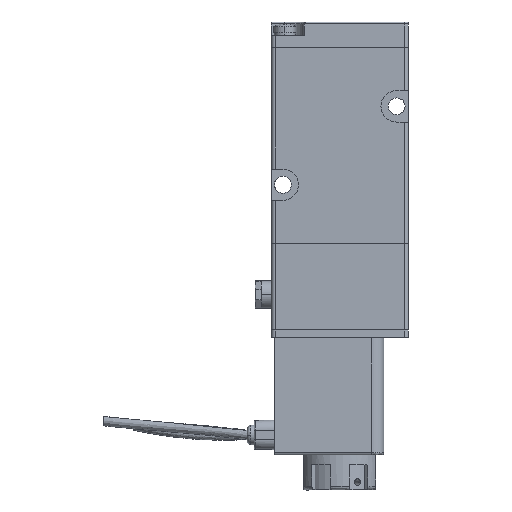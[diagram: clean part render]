
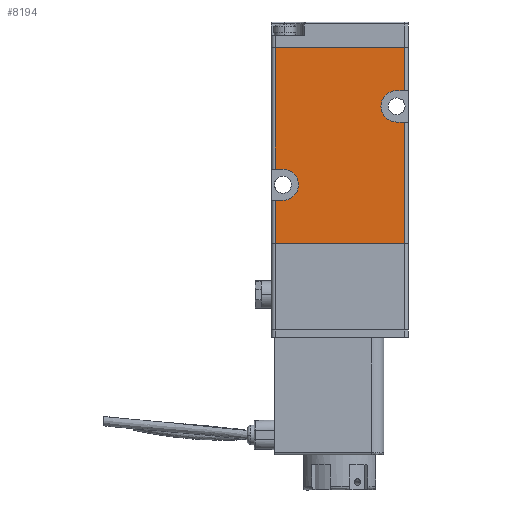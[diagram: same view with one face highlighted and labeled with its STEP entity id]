
A CAD part, left-side view. The second image highlights one B-rep face of the part: STEP entity #8194.
In plain terms, the highlighted planar face has unit normal (-1, 0, 0).
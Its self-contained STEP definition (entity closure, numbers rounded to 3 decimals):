
#66 = CARTESIAN_POINT ( 'NONE',  ( -54.861, 23.701, 0.081 ) ) ;
#77 = CARTESIAN_POINT ( 'NONE',  ( -54.861, 22.701, -38.919 ) ) ;
#540 = CARTESIAN_POINT ( 'NONE',  ( -54.861, 56.701, -38.919 ) ) ;
#974 = ORIENTED_EDGE ( 'NONE', *, *, #15103, .T. ) ;
#980 = DIRECTION ( 'NONE',  ( 0., 1., 0. ) ) ;
#1053 = DIRECTION ( 'NONE',  ( 1., 0., 0. ) ) ;
#1094 = LINE ( 'NONE', #540, #8674 ) ;
#1107 = CARTESIAN_POINT ( 'NONE',  ( -54.861, 25.701, -3.919 ) ) ;
#1326 = CARTESIAN_POINT ( 'NONE',  ( -54.861, 22.701, -27.919 ) ) ;
#1509 = FACE_OUTER_BOUND ( 'NONE', #5216, .T. ) ;
#2541 = DIRECTION ( 'NONE',  ( 0., -1., 0. ) ) ;
#3062 = DIRECTION ( 'NONE',  ( 0., -1., 0. ) ) ;
#3098 = VERTEX_POINT ( 'NONE', #17734 ) ;
#3894 = CARTESIAN_POINT ( 'NONE',  ( -54.861, 23.701, -38.919 ) ) ;
#3913 = ORIENTED_EDGE ( 'NONE', *, *, #14243, .T. ) ;
#3973 = EDGE_CURVE ( 'NONE', #7261, #13235, #15588, .T. ) ;
#4190 = ORIENTED_EDGE ( 'NONE', *, *, #12169, .T. ) ;
#4645 = VERTEX_POINT ( 'NONE', #15419 ) ;
#4709 = VECTOR ( 'NONE', #11220, 1000. ) ;
#4780 = VERTEX_POINT ( 'NONE', #66 ) ;
#4863 = VECTOR ( 'NONE', #980, 1000. ) ;
#4878 = ORIENTED_EDGE ( 'NONE', *, *, #12926, .T. ) ;
#5022 = CARTESIAN_POINT ( 'NONE',  ( -54.861, 25.701, 0.081 ) ) ;
#5216 = EDGE_LOOP ( 'NONE', ( #13681, #11902, #974, #14289, #9903, #4190, #13896, #4878, #14513, #13855, #3913, #5766, #5284 ) ) ;
#5284 = ORIENTED_EDGE ( 'NONE', *, *, #3973, .T. ) ;
#5386 = CIRCLE ( 'NONE', #16505, 4. ) ;
#5634 = VERTEX_POINT ( 'NONE', #9695 ) ;
#5766 = ORIENTED_EDGE ( 'NONE', *, *, #10381, .T. ) ;
#5798 = DIRECTION ( 'NONE',  ( -1., 0., 0. ) ) ;
#6020 = CARTESIAN_POINT ( 'NONE',  ( -54.861, 22.701, -38.919 ) ) ;
#6043 = CARTESIAN_POINT ( 'NONE',  ( -54.861, 22.701, -19.919 ) ) ;
#6114 = VERTEX_POINT ( 'NONE', #7812 ) ;
#6203 = VERTEX_POINT ( 'NONE', #8199 ) ;
#6645 = VERTEX_POINT ( 'NONE', #12164 ) ;
#7232 = CIRCLE ( 'NONE', #14930, 4. ) ;
#7261 = VERTEX_POINT ( 'NONE', #8327 ) ;
#7709 = LINE ( 'NONE', #6043, #15278 ) ;
#7812 = CARTESIAN_POINT ( 'NONE',  ( -54.861, 25.701, -7.919 ) ) ;
#7875 = VECTOR ( 'NONE', #15965, 1000. ) ;
#7895 = VECTOR ( 'NONE', #9380, 1000. ) ;
#7980 = CARTESIAN_POINT ( 'NONE',  ( -54.861, 54.701, -23.919 ) ) ;
#8000 = VECTOR ( 'NONE', #18072, 1000. ) ;
#8194 = ADVANCED_FACE ( 'NONE', ( #1509 ), #14298, .T. ) ;
#8199 = CARTESIAN_POINT ( 'NONE',  ( -54.861, 56.701, -27.919 ) ) ;
#8250 = EDGE_CURVE ( 'NONE', #4645, #11416, #7709, .T. ) ;
#8256 = DIRECTION ( 'NONE',  ( 0., -1., 0. ) ) ;
#8327 = CARTESIAN_POINT ( 'NONE',  ( -54.861, 23.701, -38.919 ) ) ;
#8674 = VECTOR ( 'NONE', #10508, 1000. ) ;
#8950 = LINE ( 'NONE', #1326, #4709 ) ;
#9380 = DIRECTION ( 'NONE',  ( 0., 1., 0. ) ) ;
#9428 = DIRECTION ( 'NONE',  ( 0., -1., 0. ) ) ;
#9586 = CARTESIAN_POINT ( 'NONE',  ( -54.861, 54.701, -23.919 ) ) ;
#9695 = CARTESIAN_POINT ( 'NONE',  ( -54.861, 56.701, -38.919 ) ) ;
#9700 = VERTEX_POINT ( 'NONE', #16590 ) ;
#9757 = AXIS2_PLACEMENT_3D ( 'NONE', #9586, #1053, #11016 ) ;
#9903 = ORIENTED_EDGE ( 'NONE', *, *, #14995, .T. ) ;
#9972 = CIRCLE ( 'NONE', #9757, 4. ) ;
#10102 = EDGE_CURVE ( 'NONE', #6114, #10647, #7232, .T. ) ;
#10362 = LINE ( 'NONE', #17349, #14111 ) ;
#10381 = EDGE_CURVE ( 'NONE', #5634, #7261, #11244, .T. ) ;
#10488 = EDGE_CURVE ( 'NONE', #4780, #9700, #10362, .T. ) ;
#10508 = DIRECTION ( 'NONE',  ( 0., 0., -1. ) ) ;
#10647 = VERTEX_POINT ( 'NONE', #5022 ) ;
#11016 = DIRECTION ( 'NONE',  ( 0., -1., 0. ) ) ;
#11076 = DIRECTION ( 'NONE',  ( 1., 0., 0. ) ) ;
#11220 = DIRECTION ( 'NONE',  ( 0., 1., 0. ) ) ;
#11244 = LINE ( 'NONE', #6020, #7875 ) ;
#11416 = VERTEX_POINT ( 'NONE', #16390 ) ;
#11902 = ORIENTED_EDGE ( 'NONE', *, *, #10102, .T. ) ;
#12019 = CARTESIAN_POINT ( 'NONE',  ( -54.861, 23.701, -7.919 ) ) ;
#12164 = CARTESIAN_POINT ( 'NONE',  ( -54.861, 54.701, -27.919 ) ) ;
#12169 = EDGE_CURVE ( 'NONE', #3098, #4645, #17621, .T. ) ;
#12447 = LINE ( 'NONE', #16508, #4863 ) ;
#12499 = CARTESIAN_POINT ( 'NONE',  ( -54.861, 22.701, 0.081 ) ) ;
#12592 = EDGE_CURVE ( 'NONE', #6645, #6203, #8950, .T. ) ;
#12926 = EDGE_CURVE ( 'NONE', #11416, #13710, #5386, .T. ) ;
#13067 = DIRECTION ( 'NONE',  ( 0., 0., 1. ) ) ;
#13089 = CARTESIAN_POINT ( 'NONE',  ( -54.861, 56.701, -38.919 ) ) ;
#13235 = VERTEX_POINT ( 'NONE', #12019 ) ;
#13603 = CARTESIAN_POINT ( 'NONE',  ( -54.861, 22.701, -7.919 ) ) ;
#13681 = ORIENTED_EDGE ( 'NONE', *, *, #17272, .T. ) ;
#13710 = VERTEX_POINT ( 'NONE', #14599 ) ;
#13855 = ORIENTED_EDGE ( 'NONE', *, *, #12592, .T. ) ;
#13896 = ORIENTED_EDGE ( 'NONE', *, *, #8250, .T. ) ;
#14111 = VECTOR ( 'NONE', #13067, 1000. ) ;
#14243 = EDGE_CURVE ( 'NONE', #6203, #5634, #1094, .T. ) ;
#14289 = ORIENTED_EDGE ( 'NONE', *, *, #10488, .T. ) ;
#14298 = PLANE ( 'NONE',  #18324 ) ;
#14490 = DIRECTION ( 'NONE',  ( 0., 0., -1. ) ) ;
#14513 = ORIENTED_EDGE ( 'NONE', *, *, #16200, .T. ) ;
#14599 = CARTESIAN_POINT ( 'NONE',  ( -54.861, 50.701, -23.919 ) ) ;
#14865 = VECTOR ( 'NONE', #8256, 1000. ) ;
#14930 = AXIS2_PLACEMENT_3D ( 'NONE', #1107, #11076, #2541 ) ;
#14995 = EDGE_CURVE ( 'NONE', #9700, #3098, #12447, .T. ) ;
#15103 = EDGE_CURVE ( 'NONE', #10647, #4780, #15308, .T. ) ;
#15278 = VECTOR ( 'NONE', #3062, 1000. ) ;
#15308 = LINE ( 'NONE', #12499, #14865 ) ;
#15419 = CARTESIAN_POINT ( 'NONE',  ( -54.861, 56.701, -19.919 ) ) ;
#15484 = LINE ( 'NONE', #13603, #7895 ) ;
#15588 = LINE ( 'NONE', #3894, #8000 ) ;
#15739 = DIRECTION ( 'NONE',  ( 0., -1., 0. ) ) ;
#15965 = DIRECTION ( 'NONE',  ( 0., -1., 0. ) ) ;
#16200 = EDGE_CURVE ( 'NONE', #13710, #6645, #9972, .T. ) ;
#16390 = CARTESIAN_POINT ( 'NONE',  ( -54.861, 54.701, -19.919 ) ) ;
#16505 = AXIS2_PLACEMENT_3D ( 'NONE', #7980, #17928, #9428 ) ;
#16508 = CARTESIAN_POINT ( 'NONE',  ( -54.861, 22.701, 11.081 ) ) ;
#16590 = CARTESIAN_POINT ( 'NONE',  ( -54.861, 23.701, 11.081 ) ) ;
#17192 = VECTOR ( 'NONE', #14490, 1000. ) ;
#17272 = EDGE_CURVE ( 'NONE', #13235, #6114, #15484, .T. ) ;
#17349 = CARTESIAN_POINT ( 'NONE',  ( -54.861, 23.701, -38.919 ) ) ;
#17621 = LINE ( 'NONE', #13089, #17192 ) ;
#17734 = CARTESIAN_POINT ( 'NONE',  ( -54.861, 56.701, 11.081 ) ) ;
#17928 = DIRECTION ( 'NONE',  ( 1., 0., 0. ) ) ;
#18072 = DIRECTION ( 'NONE',  ( 0., 0., 1. ) ) ;
#18324 = AXIS2_PLACEMENT_3D ( 'NONE', #77, #5798, #15739 ) ;
